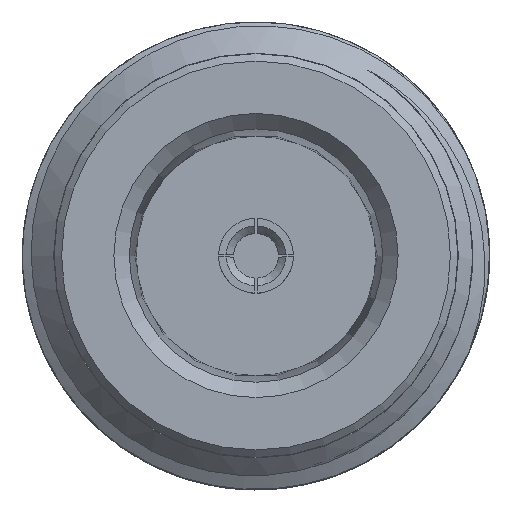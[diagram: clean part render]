
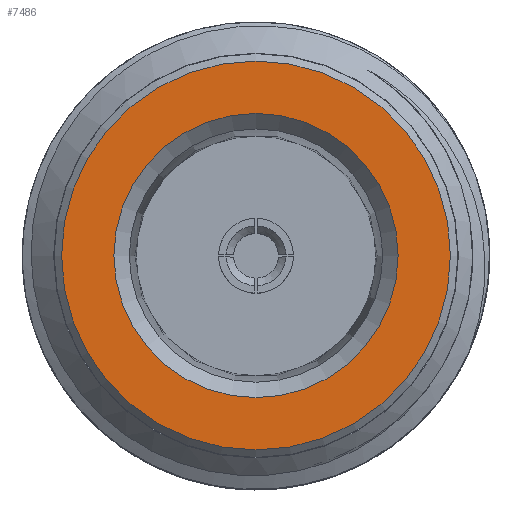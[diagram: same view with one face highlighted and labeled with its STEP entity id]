
A CAD part, top view. The second image highlights one B-rep face of the part: STEP entity #7486.
In plain terms, the highlighted planar face has unit normal (0, 0, 1).
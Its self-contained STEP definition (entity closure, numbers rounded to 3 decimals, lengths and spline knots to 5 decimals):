
#292 = CARTESIAN_POINT ( 'NONE',  ( 0.19, 0., 0. ) ) ;
#487 = FACE_OUTER_BOUND ( 'NONE', #22281, .T. ) ;
#500 = ORIENTED_EDGE ( 'NONE', *, *, #18221, .T. ) ;
#877 = VERTEX_POINT ( 'NONE', #292 ) ;
#6148 = CARTESIAN_POINT ( 'NONE',  ( -0.26, 0., 0. ) ) ;
#6433 = EDGE_LOOP ( 'NONE', ( #500 ) ) ;
#7486 = ADVANCED_FACE ( 'NONE', ( #10128, #487 ), #37058, .T. ) ;
#10128 = FACE_BOUND ( 'NONE', #6433, .T. ) ;
#14797 = DIRECTION ( 'NONE',  ( 1., 0., 0. ) ) ;
#17366 = DIRECTION ( 'NONE',  ( 1., 0., 0. ) ) ;
#17417 = ORIENTED_EDGE ( 'NONE', *, *, #54877, .F. ) ;
#18221 = EDGE_CURVE ( 'NONE', #877, #877, #21943, .T. ) ;
#19192 = DIRECTION ( 'NONE',  ( 0., 0., 1. ) ) ;
#19662 = CIRCLE ( 'NONE', #52429, 0.26 ) ;
#21943 = CIRCLE ( 'NONE', #52834, 0.19 ) ;
#22281 = EDGE_LOOP ( 'NONE', ( #17417 ) ) ;
#24605 = DIRECTION ( 'NONE',  ( 0., 0., -1. ) ) ;
#28314 = VERTEX_POINT ( 'NONE', #6148 ) ;
#29265 = DIRECTION ( 'NONE',  ( -1., 0., 0. ) ) ;
#32048 = CARTESIAN_POINT ( 'NONE',  ( 0., 0., 0. ) ) ;
#37058 = PLANE ( 'NONE',  #56485 ) ;
#39578 = DIRECTION ( 'NONE',  ( 0., 0., -1. ) ) ;
#48260 = CARTESIAN_POINT ( 'NONE',  ( 0., 0., 0. ) ) ;
#52429 = AXIS2_PLACEMENT_3D ( 'NONE', #48260, #24605, #29265 ) ;
#52834 = AXIS2_PLACEMENT_3D ( 'NONE', #53667, #39578, #17366 ) ;
#53667 = CARTESIAN_POINT ( 'NONE',  ( 0., 0., 0. ) ) ;
#54877 = EDGE_CURVE ( 'NONE', #28314, #28314, #19662, .T. ) ;
#56485 = AXIS2_PLACEMENT_3D ( 'NONE', #32048, #19192, #14797 ) ;
